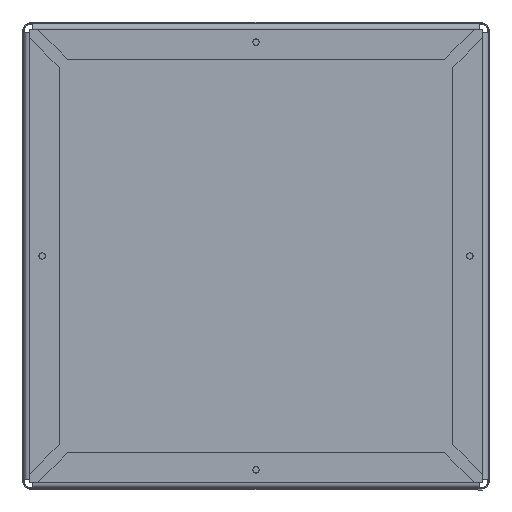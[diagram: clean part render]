
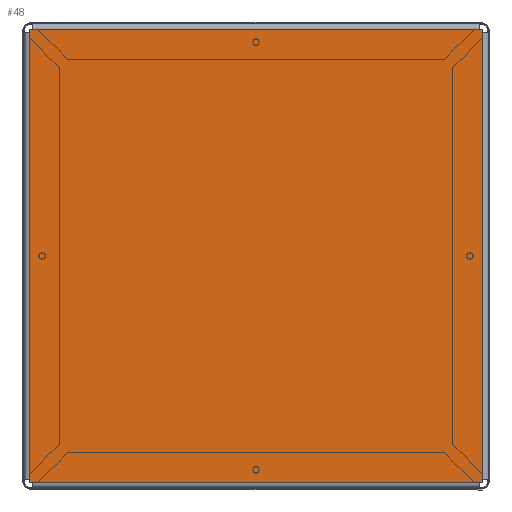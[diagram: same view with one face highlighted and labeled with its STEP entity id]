
A CAD part, front view. The second image highlights one B-rep face of the part: STEP entity #48.
In plain terms, the highlighted face is planar.
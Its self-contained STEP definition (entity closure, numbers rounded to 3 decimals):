
#19 = EDGE_CURVE ( 'NONE', #1828, #1099, #128, .T. ) ;
#39 = PLANE ( 'NONE',  #597 ) ;
#48 = ADVANCED_FACE ( 'NONE', ( #806 ), #39, .T. ) ;
#99 = VERTEX_POINT ( 'NONE', #156 ) ;
#128 = LINE ( 'NONE', #436, #572 ) ;
#156 = CARTESIAN_POINT ( 'NONE',  ( 360., 360., 2. ) ) ;
#331 = CARTESIAN_POINT ( 'NONE',  ( 360., -360., 2. ) ) ;
#372 = VERTEX_POINT ( 'NONE', #403 ) ;
#403 = CARTESIAN_POINT ( 'NONE',  ( -360., 360., 2. ) ) ;
#436 = CARTESIAN_POINT ( 'NONE',  ( -360., -360., 2. ) ) ;
#480 = DIRECTION ( 'NONE',  ( 0., 0., 1. ) ) ;
#535 = CARTESIAN_POINT ( 'NONE',  ( 360., 360., 2. ) ) ;
#572 = VECTOR ( 'NONE', #1054, 1000. ) ;
#597 = AXIS2_PLACEMENT_3D ( 'NONE', #1262, #480, #927 ) ;
#624 = CARTESIAN_POINT ( 'NONE',  ( -360., 360., 2. ) ) ;
#640 = VECTOR ( 'NONE', #801, 1000. ) ;
#762 = EDGE_CURVE ( 'NONE', #1099, #99, #1333, .T. ) ;
#769 = VECTOR ( 'NONE', #1694, 1000. ) ;
#801 = DIRECTION ( 'NONE',  ( -1., 0., 0. ) ) ;
#806 = FACE_OUTER_BOUND ( 'NONE', #1124, .T. ) ;
#876 = ORIENTED_EDGE ( 'NONE', *, *, #762, .T. ) ;
#897 = VECTOR ( 'NONE', #1161, 1000. ) ;
#927 = DIRECTION ( 'NONE',  ( 1., 0., 0. ) ) ;
#932 = LINE ( 'NONE', #1895, #769 ) ;
#1054 = DIRECTION ( 'NONE',  ( 1., 0., 0. ) ) ;
#1090 = LINE ( 'NONE', #624, #640 ) ;
#1099 = VERTEX_POINT ( 'NONE', #331 ) ;
#1124 = EDGE_LOOP ( 'NONE', ( #876, #1854, #1790, #1793 ) ) ;
#1161 = DIRECTION ( 'NONE',  ( 0., 1., 0. ) ) ;
#1198 = EDGE_CURVE ( 'NONE', #99, #372, #1090, .T. ) ;
#1262 = CARTESIAN_POINT ( 'NONE',  ( 0., 0., 2. ) ) ;
#1333 = LINE ( 'NONE', #535, #897 ) ;
#1548 = EDGE_CURVE ( 'NONE', #372, #1828, #932, .T. ) ;
#1694 = DIRECTION ( 'NONE',  ( 0., -1., 0. ) ) ;
#1790 = ORIENTED_EDGE ( 'NONE', *, *, #1548, .T. ) ;
#1793 = ORIENTED_EDGE ( 'NONE', *, *, #19, .T. ) ;
#1828 = VERTEX_POINT ( 'NONE', #1971 ) ;
#1854 = ORIENTED_EDGE ( 'NONE', *, *, #1198, .T. ) ;
#1895 = CARTESIAN_POINT ( 'NONE',  ( -360., 360., 2. ) ) ;
#1971 = CARTESIAN_POINT ( 'NONE',  ( -360., -360., 2. ) ) ;
